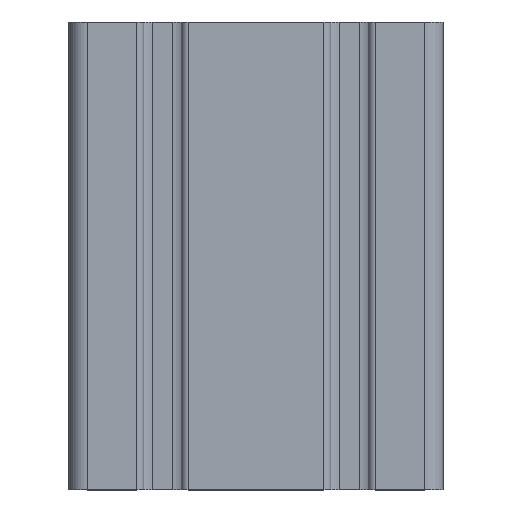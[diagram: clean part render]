
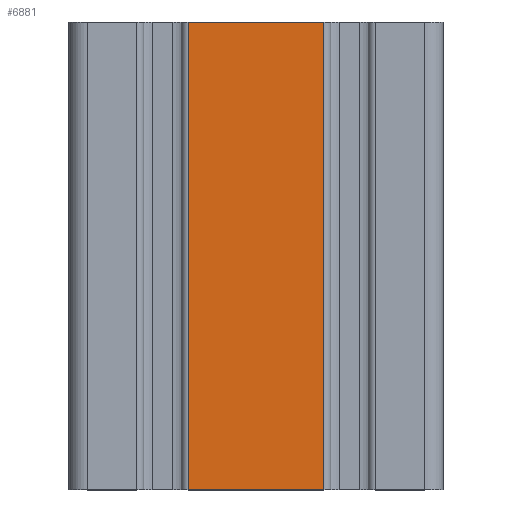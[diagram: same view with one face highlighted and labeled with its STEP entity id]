
A CAD part, top view. The second image highlights one B-rep face of the part: STEP entity #6881.
In plain terms, the highlighted planar face has unit normal (0, 0, 1).
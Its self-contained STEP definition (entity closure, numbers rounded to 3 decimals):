
#359=FACE_OUTER_BOUND('',#712,.T.);
#712=EDGE_LOOP('',(#5597,#5598,#5599,#5600));
#914=LINE('',#9808,#1730);
#1446=LINE('',#10925,#2262);
#1488=LINE('',#11043,#2304);
#1489=LINE('',#11045,#2305);
#1730=VECTOR('',#7829,10.);
#2262=VECTOR('',#8795,10.);
#2304=VECTOR('',#8929,1.);
#2305=VECTOR('',#8932,1.);
#2842=VERTEX_POINT('',#9805);
#2843=VERTEX_POINT('',#9807);
#3211=VERTEX_POINT('',#10923);
#3241=VERTEX_POINT('',#11041);
#3522=EDGE_CURVE('',#2842,#2843,#914,.T.);
#4081=EDGE_CURVE('',#3211,#2843,#1446,.T.);
#4140=EDGE_CURVE('',#2842,#3241,#1488,.T.);
#4141=EDGE_CURVE('',#3241,#3211,#1489,.T.);
#5597=ORIENTED_EDGE('',*,*,#4081,.T.);
#5598=ORIENTED_EDGE('',*,*,#3522,.F.);
#5599=ORIENTED_EDGE('',*,*,#4140,.T.);
#5600=ORIENTED_EDGE('',*,*,#4141,.T.);
#6607=PLANE('',#7382);
#6881=ADVANCED_FACE('',(#359),#6607,.T.);
#7382=AXIS2_PLACEMENT_3D('',#11044,#8930,#8931);
#7829=DIRECTION('',(1.,0.,0.));
#8795=DIRECTION('',(0.,1.,0.));
#8929=DIRECTION('',(0.,-1.,0.));
#8930=DIRECTION('center_axis',(0.,0.,
1.));
#8931=DIRECTION('ref_axis',(-1.,0.,0.));
#8932=DIRECTION('',(1.,0.,0.));
#9805=CARTESIAN_POINT('',(-14.5,50.,20.));
#9807=CARTESIAN_POINT('',(14.5,50.,20.));
#9808=CARTESIAN_POINT('',(-14.5,50.,20.));
#10923=CARTESIAN_POINT('',(14.5,-50.,20.));
#10925=CARTESIAN_POINT('',(14.5,50.,20.));
#11041=CARTESIAN_POINT('',(-14.5,-50.,20.));
#11043=CARTESIAN_POINT('',(-14.5,50.,20.));
#11044=CARTESIAN_POINT('Origin',(0.,50.,20.));
#11045=CARTESIAN_POINT('',(36.,-50.,20.));
